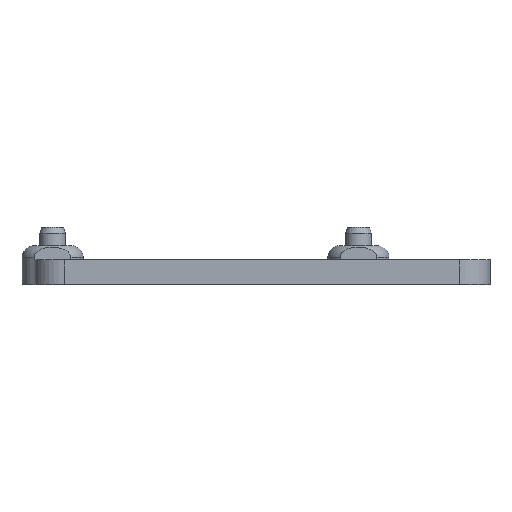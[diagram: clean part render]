
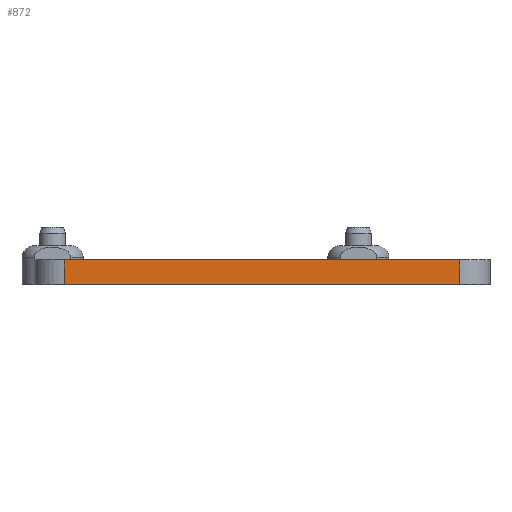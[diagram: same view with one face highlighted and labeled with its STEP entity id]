
A CAD part, top view. The second image highlights one B-rep face of the part: STEP entity #872.
In plain terms, the highlighted planar face has unit normal (0, 0, 1).
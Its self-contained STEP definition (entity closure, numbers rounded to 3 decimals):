
#110=FACE_OUTER_BOUND('',#162,.T.);
#162=EDGE_LOOP('',(#607,#608,#609,#610));
#236=LINE('',#1371,#311);
#237=LINE('',#1374,#312);
#238=LINE('',#1376,#313);
#239=LINE('',#1377,#314);
#311=VECTOR('',#1084,10.);
#312=VECTOR('',#1087,10.);
#313=VECTOR('',#1088,10.);
#314=VECTOR('',#1089,10.);
#386=VERTEX_POINT('',#1364);
#389=VERTEX_POINT('',#1369);
#390=VERTEX_POINT('',#1373);
#391=VERTEX_POINT('',#1375);
#475=EDGE_CURVE('',#389,#386,#236,.T.);
#476=EDGE_CURVE('',#390,#389,#237,.T.);
#477=EDGE_CURVE('',#391,#390,#238,.T.);
#478=EDGE_CURVE('',#386,#391,#239,.T.);
#607=ORIENTED_EDGE('',*,*,#475,.F.);
#608=ORIENTED_EDGE('',*,*,#476,.F.);
#609=ORIENTED_EDGE('',*,*,#477,.F.);
#610=ORIENTED_EDGE('',*,*,#478,.F.);
#844=PLANE('',#951);
#872=ADVANCED_FACE('',(#110),#844,.T.);
#951=AXIS2_PLACEMENT_3D('',#1372,#1085,#1086);
#1084=DIRECTION('',(0.,1.,0.));
#1085=DIRECTION('center_axis',(0.,0.,
1.));
#1086=DIRECTION('ref_axis',(1.,0.,0.));
#1087=DIRECTION('',(-1.,0.,0.));
#1088=DIRECTION('',(0.,-1.,0.));
#1089=DIRECTION('',(1.,0.,0.));
#1364=CARTESIAN_POINT('',(2.,4.,19.002));
#1369=CARTESIAN_POINT('',(2.,0.,19.002));
#1371=CARTESIAN_POINT('',(2.,0.,19.002));
#1372=CARTESIAN_POINT('Origin',(-3.,0.,
19.002));
#1373=CARTESIAN_POINT('',(66.5,0.,19.002));
#1374=CARTESIAN_POINT('',(71.5,0.,19.002));
#1375=CARTESIAN_POINT('',(66.5,4.,19.002));
#1376=CARTESIAN_POINT('',(66.5,0.,19.002));
#1377=CARTESIAN_POINT('',(71.5,4.,19.002));
